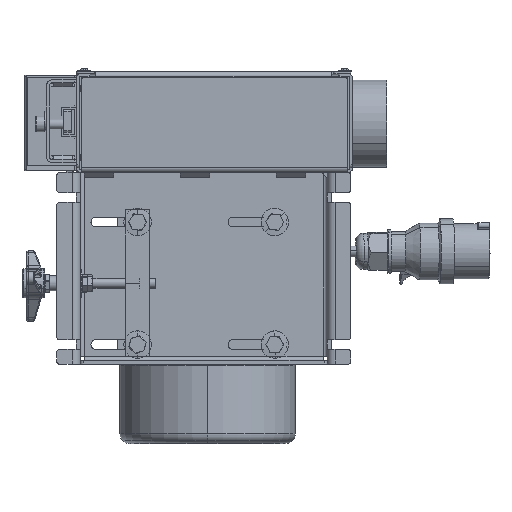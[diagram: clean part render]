
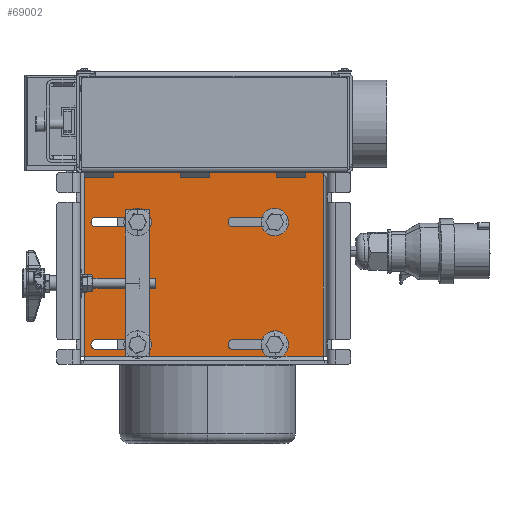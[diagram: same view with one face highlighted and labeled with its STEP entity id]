
A CAD part, front view. The second image highlights one B-rep face of the part: STEP entity #69002.
In plain terms, the highlighted planar face has unit normal (0, -1, 0).
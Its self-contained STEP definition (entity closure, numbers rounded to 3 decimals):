
#66296=DIRECTION('',(-1.,0.,0.));
#66297=VECTOR('',#66296,243.78);
#66298=CARTESIAN_POINT('',(78.67,-3.916,8.11));
#66299=LINE('',#66298,#66297);
#66303=CARTESIAN_POINT('',(-153.22,-3.916,145.));
#66304=DIRECTION('',(0.,1.,0.));
#66305=DIRECTION('',(-1.,0.,0.));
#66306=AXIS2_PLACEMENT_3D('',#66303,#66304,#66305);
#66311=CARTESIAN_POINT('',(-153.22,-3.916,145.));
#66312=DIRECTION('',(0.,1.,0.));
#66313=DIRECTION('',(0.,0.,-1.));
#66314=AXIS2_PLACEMENT_3D('',#66311,#66312,#66313);
#66319=CARTESIAN_POINT('',(-103.22,-3.916,145.));
#66320=DIRECTION('',(0.,-1.,0.));
#66321=DIRECTION('',(0.,0.,-1.));
#66322=AXIS2_PLACEMENT_3D('',#66319,#66320,#66321);
#66327=CARTESIAN_POINT('',(36.78,-3.916,145.));
#66328=DIRECTION('',(0.,-1.,0.));
#66329=DIRECTION('',(0.,0.,-1.));
#66330=AXIS2_PLACEMENT_3D('',#66327,#66328,#66329);
#66335=CARTESIAN_POINT('',(-13.22,-3.916,145.));
#66336=DIRECTION('',(0.,1.,0.));
#66337=DIRECTION('',(-1.,0.,0.));
#66338=AXIS2_PLACEMENT_3D('',#66335,#66336,#66337);
#66343=CARTESIAN_POINT('',(-13.22,-3.916,145.));
#66344=DIRECTION('',(0.,1.,0.));
#66345=DIRECTION('',(0.,0.,-1.));
#66346=AXIS2_PLACEMENT_3D('',#66343,#66344,#66345);
#66351=CARTESIAN_POINT('',(-103.22,-3.916,20.));
#66352=DIRECTION('',(0.,-1.,0.));
#66353=DIRECTION('',(0.,0.,-1.));
#66354=AXIS2_PLACEMENT_3D('',#66351,#66352,#66353);
#66359=CARTESIAN_POINT('',(-153.22,-3.916,20.));
#66360=DIRECTION('',(0.,1.,0.));
#66361=DIRECTION('',(-1.,0.,0.));
#66362=AXIS2_PLACEMENT_3D('',#66359,#66360,#66361);
#66367=CARTESIAN_POINT('',(-153.22,-3.916,20.));
#66368=DIRECTION('',(0.,1.,0.));
#66369=DIRECTION('',(0.,0.,-1.));
#66370=AXIS2_PLACEMENT_3D('',#66367,#66368,#66369);
#66375=CARTESIAN_POINT('',(-13.22,-3.916,20.));
#66376=DIRECTION('',(0.,1.,0.));
#66377=DIRECTION('',(-1.,0.,0.));
#66378=AXIS2_PLACEMENT_3D('',#66375,#66376,#66377);
#66383=CARTESIAN_POINT('',(-13.22,-3.916,20.));
#66384=DIRECTION('',(0.,1.,0.));
#66385=DIRECTION('',(0.,0.,-1.));
#66386=AXIS2_PLACEMENT_3D('',#66383,#66384,#66385);
#66391=CARTESIAN_POINT('',(36.78,-3.916,20.));
#66392=DIRECTION('',(0.,-1.,0.));
#66393=DIRECTION('',(0.,0.,-1.));
#66394=AXIS2_PLACEMENT_3D('',#66391,#66392,#66393);
#66406=DIRECTION('',(0.,0.,1.));
#66407=VECTOR('',#66406,187.39);
#66408=CARTESIAN_POINT('',(-165.11,-3.916,8.11));
#66409=LINE('',#66408,#66407);
#66569=DIRECTION('',(0.,0.,-1.));
#66570=VECTOR('',#66569,187.39);
#66571=CARTESIAN_POINT('',(78.67,-3.916,195.5));
#66572=LINE('',#66571,#66570);
#66680=DIRECTION('',(1.,0.,0.));
#66681=VECTOR('',#66680,243.78);
#66682=CARTESIAN_POINT('',(-165.11,-3.916,195.5));
#66683=LINE('',#66682,#66681);
#68043=DIRECTION('',(-1.,0.,0.));
#68044=VECTOR('',#68043,50.);
#68045=CARTESIAN_POINT('',(36.78,-3.916,25.));
#68046=LINE('',#68045,#68044);
#68078=DIRECTION('',(1.,0.,0.));
#68079=VECTOR('',#68078,50.);
#68080=CARTESIAN_POINT('',(-13.22,-3.916,15.));
#68081=LINE('',#68080,#68079);
#68099=DIRECTION('',(1.,0.,0.));
#68100=VECTOR('',#68099,50.);
#68101=CARTESIAN_POINT('',(-153.22,-3.916,15.));
#68102=LINE('',#68101,#68100);
#68134=DIRECTION('',(-1.,0.,0.));
#68135=VECTOR('',#68134,50.);
#68136=CARTESIAN_POINT('',(-103.22,-3.916,25.));
#68137=LINE('',#68136,#68135);
#68155=DIRECTION('',(1.,0.,0.));
#68156=VECTOR('',#68155,50.);
#68157=CARTESIAN_POINT('',(-13.22,-3.916,140.));
#68158=LINE('',#68157,#68156);
#68190=DIRECTION('',(-1.,0.,0.));
#68191=VECTOR('',#68190,50.);
#68192=CARTESIAN_POINT('',(36.78,-3.916,150.));
#68193=LINE('',#68192,#68191);
#68211=DIRECTION('',(-1.,0.,0.));
#68212=VECTOR('',#68211,50.);
#68213=CARTESIAN_POINT('',(-103.22,-3.916,150.));
#68214=LINE('',#68213,#68212);
#68246=DIRECTION('',(1.,0.,0.));
#68247=VECTOR('',#68246,50.);
#68248=CARTESIAN_POINT('',(-153.22,-3.916,140.));
#68249=LINE('',#68248,#68247);
#68587=CARTESIAN_POINT('',(78.67,-3.916,8.11));
#68588=VERTEX_POINT('',#68587);
#68589=CARTESIAN_POINT('',(-165.11,-3.916,8.11));
#68590=VERTEX_POINT('',#68589);
#68601=CARTESIAN_POINT('',(-165.11,-3.916,195.5));
#68602=VERTEX_POINT('',#68601);
#68659=CARTESIAN_POINT('',(-103.22,-3.916,150.));
#68660=CARTESIAN_POINT('',(-153.22,-3.916,150.));
#68661=VERTEX_POINT('',#68659);
#68662=VERTEX_POINT('',#68660);
#68663=CARTESIAN_POINT('',(-103.22,-3.916,140.));
#68664=VERTEX_POINT('',#68663);
#68665=CARTESIAN_POINT('',(-153.22,-3.916,140.));
#68666=VERTEX_POINT('',#68665);
#68667=CARTESIAN_POINT('',(-158.22,-3.916,145.));
#68668=VERTEX_POINT('',#68667);
#68669=CARTESIAN_POINT('',(36.78,-3.916,150.));
#68670=CARTESIAN_POINT('',(36.78,-3.916,140.));
#68671=VERTEX_POINT('',#68669);
#68672=VERTEX_POINT('',#68670);
#68673=CARTESIAN_POINT('',(-13.22,-3.916,150.));
#68674=VERTEX_POINT('',#68673);
#68675=CARTESIAN_POINT('',(-13.22,-3.916,140.));
#68676=CARTESIAN_POINT('',(-18.22,-3.916,145.));
#68677=VERTEX_POINT('',#68675);
#68678=VERTEX_POINT('',#68676);
#68679=CARTESIAN_POINT('',(-103.22,-3.916,25.));
#68680=CARTESIAN_POINT('',(-153.22,-3.916,25.));
#68681=VERTEX_POINT('',#68679);
#68682=VERTEX_POINT('',#68680);
#68683=CARTESIAN_POINT('',(-103.22,-3.916,15.));
#68684=VERTEX_POINT('',#68683);
#68685=CARTESIAN_POINT('',(-153.22,-3.916,15.));
#68686=VERTEX_POINT('',#68685);
#68687=CARTESIAN_POINT('',(-158.22,-3.916,20.));
#68688=VERTEX_POINT('',#68687);
#68689=CARTESIAN_POINT('',(-13.22,-3.916,15.));
#68690=CARTESIAN_POINT('',(36.78,-3.916,15.));
#68691=VERTEX_POINT('',#68689);
#68692=VERTEX_POINT('',#68690);
#68693=CARTESIAN_POINT('',(-18.22,-3.916,20.));
#68694=VERTEX_POINT('',#68693);
#68695=CARTESIAN_POINT('',(-13.22,-3.916,25.));
#68696=VERTEX_POINT('',#68695);
#68697=CARTESIAN_POINT('',(36.78,-3.916,25.));
#68698=VERTEX_POINT('',#68697);
#68699=CARTESIAN_POINT('',(78.67,-3.916,195.5));
#68700=VERTEX_POINT('',#68699);
#68940=CARTESIAN_POINT('',(82.78,-3.916,0.));
#68941=DIRECTION('',(0.,-1.,0.));
#68942=DIRECTION('',(0.,0.,-1.));
#68943=AXIS2_PLACEMENT_3D('',#68940,#68941,#68942);
#68944=PLANE('',#68943);
#68945=ORIENTED_EDGE('',*,*,#68927,.T.);
#68947=ORIENTED_EDGE('',*,*,#68946,.T.);
#68949=ORIENTED_EDGE('',*,*,#68948,.T.);
#68951=ORIENTED_EDGE('',*,*,#68950,.T.);
#68952=EDGE_LOOP('',(#68945,#68947,#68949,#68951));
#68953=FACE_OUTER_BOUND('',#68952,.F.);
#68955=ORIENTED_EDGE('',*,*,#68954,.T.);
#68957=ORIENTED_EDGE('',*,*,#68956,.F.);
#68959=ORIENTED_EDGE('',*,*,#68958,.F.);
#68961=ORIENTED_EDGE('',*,*,#68960,.T.);
#68963=ORIENTED_EDGE('',*,*,#68962,.T.);
#68964=EDGE_LOOP('',(#68955,#68957,#68959,#68961,#68963));
#68965=FACE_BOUND('',#68964,.F.);
#68967=ORIENTED_EDGE('',*,*,#68966,.T.);
#68969=ORIENTED_EDGE('',*,*,#68968,.T.);
#68971=ORIENTED_EDGE('',*,*,#68970,.F.);
#68973=ORIENTED_EDGE('',*,*,#68972,.F.);
#68975=ORIENTED_EDGE('',*,*,#68974,.T.);
#68976=EDGE_LOOP('',(#68967,#68969,#68971,#68973,#68975));
#68977=FACE_BOUND('',#68976,.F.);
#68979=ORIENTED_EDGE('',*,*,#68978,.T.);
#68981=ORIENTED_EDGE('',*,*,#68980,.T.);
#68983=ORIENTED_EDGE('',*,*,#68982,.T.);
#68985=ORIENTED_EDGE('',*,*,#68984,.F.);
#68987=ORIENTED_EDGE('',*,*,#68986,.F.);
#68988=EDGE_LOOP('',(#68979,#68981,#68983,#68985,#68987));
#68989=FACE_BOUND('',#68988,.F.);
#68991=ORIENTED_EDGE('',*,*,#68990,.T.);
#68993=ORIENTED_EDGE('',*,*,#68992,.F.);
#68995=ORIENTED_EDGE('',*,*,#68994,.F.);
#68997=ORIENTED_EDGE('',*,*,#68996,.T.);
#68999=ORIENTED_EDGE('',*,*,#68998,.T.);
#69000=EDGE_LOOP('',(#68991,#68993,#68995,#68997,#68999));
#69001=FACE_BOUND('',#69000,.F.);
#66307=CIRCLE('',#66306,5.);
#66315=CIRCLE('',#66314,5.);
#66323=CIRCLE('',#66322,5.);
#66331=CIRCLE('',#66330,5.);
#66339=CIRCLE('',#66338,5.);
#66347=CIRCLE('',#66346,5.);
#66355=CIRCLE('',#66354,5.);
#66363=CIRCLE('',#66362,5.);
#66371=CIRCLE('',#66370,5.);
#66379=CIRCLE('',#66378,5.);
#66387=CIRCLE('',#66386,5.);
#66395=CIRCLE('',#66394,5.);
#68927=EDGE_CURVE('',#68588,#68590,#66299,.T.);
#68946=EDGE_CURVE('',#68590,#68602,#66409,.T.);
#68948=EDGE_CURVE('',#68602,#68700,#66683,.T.);
#68950=EDGE_CURVE('',#68700,#68588,#66572,.T.);
#68954=EDGE_CURVE('',#68661,#68662,#68214,.T.);
#68956=EDGE_CURVE('',#68668,#68662,#66307,.T.);
#68958=EDGE_CURVE('',#68666,#68668,#66315,.T.);
#68960=EDGE_CURVE('',#68666,#68664,#68249,.T.);
#68962=EDGE_CURVE('',#68664,#68661,#66323,.T.);
#68966=EDGE_CURVE('',#68672,#68671,#66331,.T.);
#68968=EDGE_CURVE('',#68671,#68674,#68193,.T.);
#68970=EDGE_CURVE('',#68678,#68674,#66339,.T.);
#68972=EDGE_CURVE('',#68677,#68678,#66347,.T.);
#68974=EDGE_CURVE('',#68677,#68672,#68158,.T.);
#68978=EDGE_CURVE('',#68686,#68684,#68102,.T.);
#68980=EDGE_CURVE('',#68684,#68681,#66355,.T.);
#68982=EDGE_CURVE('',#68681,#68682,#68137,.T.);
#68984=EDGE_CURVE('',#68688,#68682,#66363,.T.);
#68986=EDGE_CURVE('',#68686,#68688,#66371,.T.);
#68990=EDGE_CURVE('',#68698,#68696,#68046,.T.);
#68992=EDGE_CURVE('',#68694,#68696,#66379,.T.);
#68994=EDGE_CURVE('',#68691,#68694,#66387,.T.);
#68996=EDGE_CURVE('',#68691,#68692,#68081,.T.);
#68998=EDGE_CURVE('',#68692,#68698,#66395,.T.);
#69002=ADVANCED_FACE('',(#68953,#68965,#68977,#68989,#69001),#68944,.T.);
